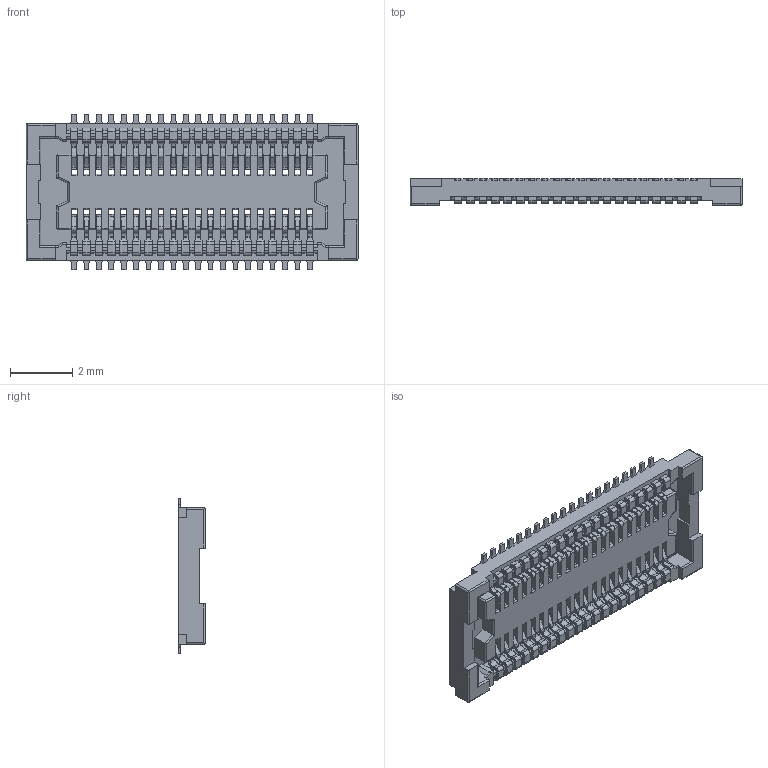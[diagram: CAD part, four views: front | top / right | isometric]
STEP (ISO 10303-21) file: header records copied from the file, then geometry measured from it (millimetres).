
FILE_DESCRIPTION(/* description */ ('Unknown'),/* implementation_level */ '2;1');
FILE_NAME(/* name */ '658410621040',/* time_stamp */ '2024-05-22T15:11:55+02:00',/* author */ ('Unknown'),/* organization */ ('Unknown'),/* preprocessor_version */ 'ST-DEVELOPER v18.102',/* originating_system */ 'Solid Edge',/* authorisation */ 'Unknown');
FILE_SCHEMA (('AUTOMOTIVE_DESIGN {1 0 10303 214 3 1 1}'));
Length unit declared in the file: millimetre
Products named in the file (3): 658410621xxx; 658410621xxx_Housing; 658410621xxx_Pin
Assembly tree (41 placements, depth 2):
  658410621xxx
    658410621xxx_Housing
    658410621xxx_Pin  x40
Bounding box: 10.7 x 0.87 x 5 mm (x, y, z)
Volume: 22.8 mm3; surface area: 254 mm2
Topology: 41 solids, 41 shells, 2455 faces, 7456 edges, 4964 vertices
Faces by surface type: plane 1603, cylinder 852
Entity records: 26641 total; most frequent: ORIENTED_EDGE 4850, CARTESIAN_POINT 4777, DIRECTION 4273, EDGE_CURVE 2425, LINE 2061, VECTOR 2061, VERTEX_POINT 1610, AXIS2_PLACEMENT_3D 1106
